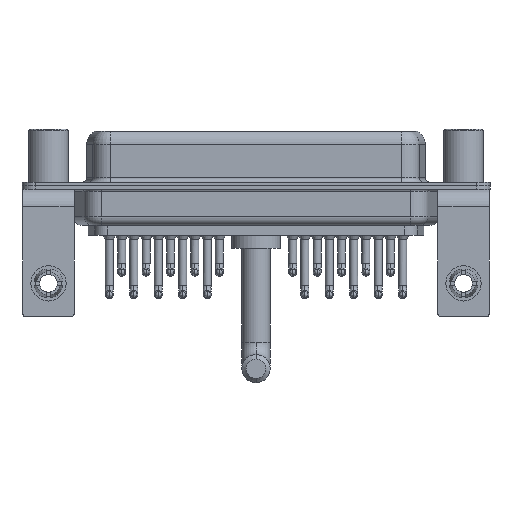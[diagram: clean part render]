
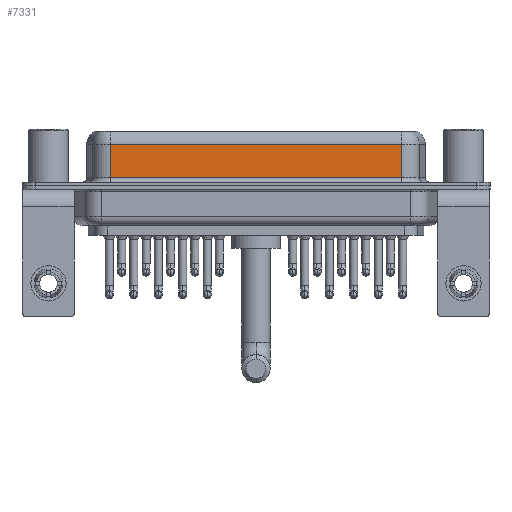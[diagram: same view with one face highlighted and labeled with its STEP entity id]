
A CAD part, front view. The second image highlights one B-rep face of the part: STEP entity #7331.
In plain terms, the highlighted planar face has unit normal (0, -1, 0).
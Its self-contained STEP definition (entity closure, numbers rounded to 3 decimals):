
#899 = ORIENTED_EDGE ( 'NONE', *, *, #18489, .T. ) ;
#3655 = LINE ( 'NONE', #11808, #6606 ) ;
#4539 = CARTESIAN_POINT ( 'NONE',  ( 40.037, -3.95, 6.4 ) ) ;
#4969 = ORIENTED_EDGE ( 'NONE', *, *, #22387, .T. ) ;
#5688 = VECTOR ( 'NONE', #22132, 1000. ) ;
#6151 = LINE ( 'NONE', #21971, #25213 ) ;
#6162 = DIRECTION ( 'NONE',  ( 0., 0., -1. ) ) ;
#6606 = VECTOR ( 'NONE', #13841, 1000. ) ;
#6648 = VERTEX_POINT ( 'NONE', #9862 ) ;
#7331 = ADVANCED_FACE ( 'NONE', ( #25574 ), #15260, .F. ) ;
#7729 = AXIS2_PLACEMENT_3D ( 'NONE', #4539, #17022, #23533 ) ;
#9230 = CARTESIAN_POINT ( 'NONE',  ( 40.037, -3.95, 0.9 ) ) ;
#9294 = VERTEX_POINT ( 'NONE', #9230 ) ;
#9588 = CARTESIAN_POINT ( 'NONE',  ( 7.013, -3.95, 4.65 ) ) ;
#9862 = CARTESIAN_POINT ( 'NONE',  ( 40.037, -3.95, 4.65 ) ) ;
#10636 = VERTEX_POINT ( 'NONE', #9588 ) ;
#10834 = ORIENTED_EDGE ( 'NONE', *, *, #13982, .T. ) ;
#11808 = CARTESIAN_POINT ( 'NONE',  ( 40.037, -3.95, 0.9 ) ) ;
#12714 = ORIENTED_EDGE ( 'NONE', *, *, #18967, .F. ) ;
#13841 = DIRECTION ( 'NONE',  ( 1., 0., 0. ) ) ;
#13982 = EDGE_CURVE ( 'NONE', #10636, #19148, #16357, .T. ) ;
#14092 = LINE ( 'NONE', #20355, #5688 ) ;
#15260 = PLANE ( 'NONE',  #7729 ) ;
#16357 = LINE ( 'NONE', #21848, #23259 ) ;
#17022 = DIRECTION ( 'NONE',  ( 0., 1., 0. ) ) ;
#18489 = EDGE_CURVE ( 'NONE', #6648, #10636, #14092, .T. ) ;
#18967 = EDGE_CURVE ( 'NONE', #6648, #9294, #6151, .T. ) ;
#19148 = VERTEX_POINT ( 'NONE', #23116 ) ;
#20355 = CARTESIAN_POINT ( 'NONE',  ( 40.037, -3.95, 4.65 ) ) ;
#20687 = DIRECTION ( 'NONE',  ( 0., 0., -1. ) ) ;
#20707 = EDGE_LOOP ( 'NONE', ( #12714, #899, #10834, #4969 ) ) ;
#21848 = CARTESIAN_POINT ( 'NONE',  ( 7.013, -3.95, 6.4 ) ) ;
#21971 = CARTESIAN_POINT ( 'NONE',  ( 40.037, -3.95, 6.4 ) ) ;
#22132 = DIRECTION ( 'NONE',  ( -1., 0., 0. ) ) ;
#22387 = EDGE_CURVE ( 'NONE', #19148, #9294, #3655, .T. ) ;
#23116 = CARTESIAN_POINT ( 'NONE',  ( 7.013, -3.95, 0.9 ) ) ;
#23259 = VECTOR ( 'NONE', #6162, 1000. ) ;
#23533 = DIRECTION ( 'NONE',  ( 0., 0., 1. ) ) ;
#25213 = VECTOR ( 'NONE', #20687, 1000. ) ;
#25574 = FACE_OUTER_BOUND ( 'NONE', #20707, .T. ) ;
